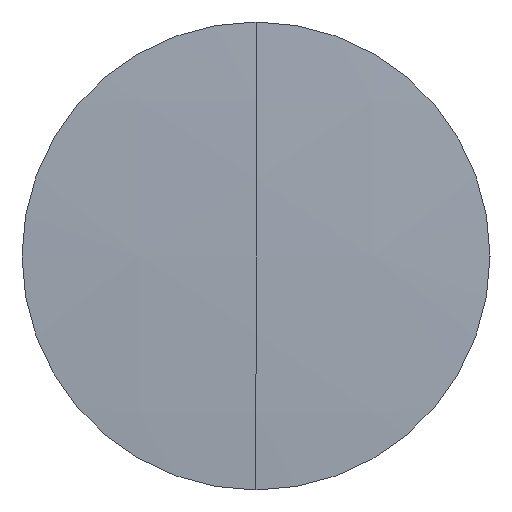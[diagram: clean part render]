
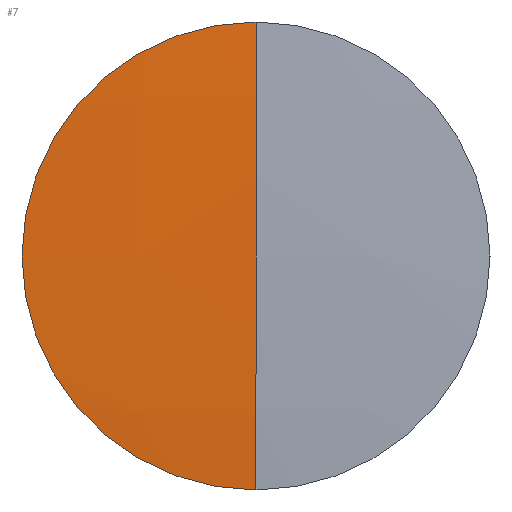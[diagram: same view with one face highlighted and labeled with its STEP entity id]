
A CAD part, left-side view. The second image highlights one B-rep face of the part: STEP entity #7.
In plain terms, the highlighted spherical face has radius 219.8 mm.
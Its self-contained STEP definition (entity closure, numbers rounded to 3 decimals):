
#7 = ADVANCED_FACE ( 'NONE', ( #196 ), #72, .T. ) ;
#18 = VERTEX_POINT ( 'NONE', #174 ) ;
#39 = CARTESIAN_POINT ( 'NONE',  ( 578.299, 0., 0. ) ) ;
#40 = ORIENTED_EDGE ( 'NONE', *, *, #94, .T. ) ;
#72 = SPHERICAL_SURFACE ( 'NONE', #213, 219.8 ) ;
#80 = AXIS2_PLACEMENT_3D ( 'NONE', #171, #286, #149 ) ;
#92 = AXIS2_PLACEMENT_3D ( 'NONE', #317, #121, #152 ) ;
#94 = EDGE_CURVE ( 'NONE', #254, #129, #249, .T. ) ;
#121 = DIRECTION ( 'NONE',  ( 0., -1., 0. ) ) ;
#129 = VERTEX_POINT ( 'NONE', #293 ) ;
#131 = DIRECTION ( 'NONE',  ( -1., 0., 0. ) ) ;
#134 = ORIENTED_EDGE ( 'NONE', *, *, #242, .F. ) ;
#149 = DIRECTION ( 'NONE',  ( 0., 0., 1. ) ) ;
#152 = DIRECTION ( 'NONE',  ( 0., 0., -1. ) ) ;
#165 = EDGE_LOOP ( 'NONE', ( #40, #185, #134 ) ) ;
#171 = CARTESIAN_POINT ( 'NONE',  ( 578.299, 0., 0. ) ) ;
#174 = CARTESIAN_POINT ( 'NONE',  ( 358.499, 0., 0. ) ) ;
#177 = DIRECTION ( 'NONE',  ( 0., 0., 1. ) ) ;
#179 = EDGE_CURVE ( 'NONE', #129, #18, #268, .T. ) ;
#185 = ORIENTED_EDGE ( 'NONE', *, *, #179, .T. ) ;
#190 = CARTESIAN_POINT ( 'NONE',  ( 358.867, 0., 0. ) ) ;
#196 = FACE_OUTER_BOUND ( 'NONE', #165, .T. ) ;
#213 = AXIS2_PLACEMENT_3D ( 'NONE', #39, #253, #235 ) ;
#235 = DIRECTION ( 'NONE',  ( 0., 0., 1. ) ) ;
#242 = EDGE_CURVE ( 'NONE', #254, #18, #339, .T. ) ;
#249 = CIRCLE ( 'NONE', #277, 12.7 ) ;
#253 = DIRECTION ( 'NONE',  ( 0., 1., 0. ) ) ;
#254 = VERTEX_POINT ( 'NONE', #256 ) ;
#256 = CARTESIAN_POINT ( 'NONE',  ( 358.867, 0., 12.7 ) ) ;
#268 = CIRCLE ( 'NONE', #80, 219.8 ) ;
#277 = AXIS2_PLACEMENT_3D ( 'NONE', #190, #131, #177 ) ;
#286 = DIRECTION ( 'NONE',  ( 0., 1., 0. ) ) ;
#293 = CARTESIAN_POINT ( 'NONE',  ( 358.867, 0., -12.7 ) ) ;
#317 = CARTESIAN_POINT ( 'NONE',  ( 578.299, 0., 0. ) ) ;
#339 = CIRCLE ( 'NONE', #92, 219.8 ) ;
